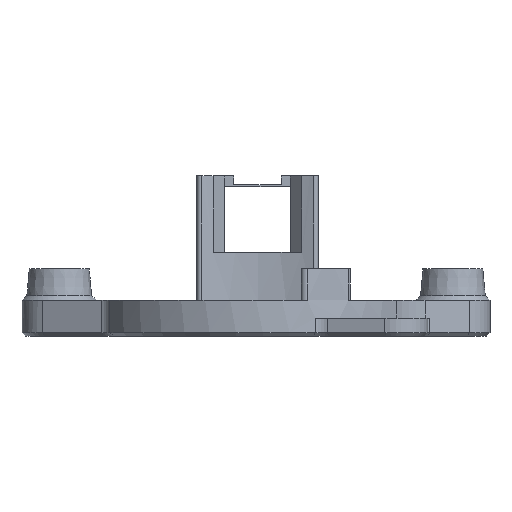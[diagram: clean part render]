
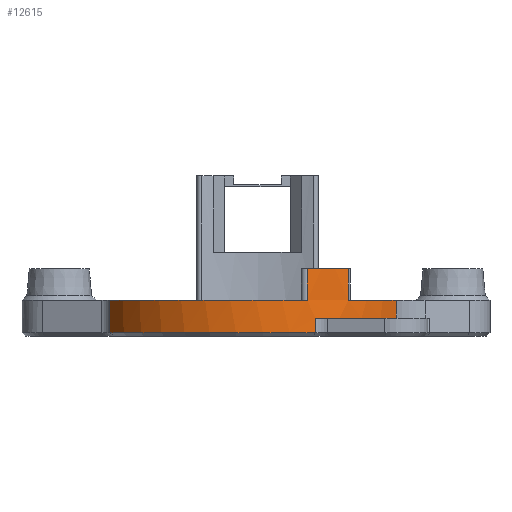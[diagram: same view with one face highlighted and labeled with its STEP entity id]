
A CAD part, front view. The second image highlights one B-rep face of the part: STEP entity #12615.
In plain terms, the highlighted cylindrical face has radius 18.1 mm (diameter 36.2 mm), a partial arc.
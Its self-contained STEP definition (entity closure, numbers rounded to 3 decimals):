
#1464=FACE_OUTER_BOUND('',#2181,.T.);
#2181=EDGE_LOOP('',(#11464,#11465,#11466,#11467,#11468,#11469,#11470,#11471,
#11472,#11473));
#2765=CIRCLE('',#13448,18.1);
#2769=CIRCLE('',#13452,18.1);
#2811=CIRCLE('',#13573,18.1);
#2825=CIRCLE('',#13609,18.1);
#2826=CIRCLE('',#13610,18.1);
#3863=LINE('',#33086,#4679);
#3864=LINE('',#33089,#4680);
#3865=LINE('',#33092,#4681);
#3866=LINE('',#33094,#4682);
#3867=LINE('',#33097,#4683);
#4679=VECTOR('',#16243,10.);
#4680=VECTOR('',#16246,10.);
#4681=VECTOR('',#16249,10.);
#4682=VECTOR('',#16250,10.);
#4683=VECTOR('',#16253,10.);
#5772=VERTEX_POINT('',#32461);
#5773=VERTEX_POINT('',#32463);
#5778=VERTEX_POINT('',#32473);
#5779=VERTEX_POINT('',#32475);
#5972=VERTEX_POINT('',#32998);
#5973=VERTEX_POINT('',#33002);
#5993=VERTEX_POINT('',#33088);
#5994=VERTEX_POINT('',#33090);
#5995=VERTEX_POINT('',#33093);
#5996=VERTEX_POINT('',#33095);
#7543=EDGE_CURVE('',#5772,#5773,#2765,.T.);
#7549=EDGE_CURVE('',#5778,#5779,#2769,.T.);
#7816=EDGE_CURVE('',#5973,#5972,#2811,.T.);
#7858=EDGE_CURVE('',#5972,#5772,#3863,.T.);
#7859=EDGE_CURVE('',#5993,#5973,#3864,.T.);
#7860=EDGE_CURVE('',#5994,#5993,#2825,.T.);
#7861=EDGE_CURVE('',#5779,#5994,#3865,.T.);
#7862=EDGE_CURVE('',#5995,#5778,#3866,.T.);
#7863=EDGE_CURVE('',#5996,#5995,#2826,.T.);
#7864=EDGE_CURVE('',#5773,#5996,#3867,.T.);
#11464=ORIENTED_EDGE('',*,*,#7816,.F.);
#11465=ORIENTED_EDGE('',*,*,#7859,.F.);
#11466=ORIENTED_EDGE('',*,*,#7860,.F.);
#11467=ORIENTED_EDGE('',*,*,#7861,.F.);
#11468=ORIENTED_EDGE('',*,*,#7549,.F.);
#11469=ORIENTED_EDGE('',*,*,#7862,.F.);
#11470=ORIENTED_EDGE('',*,*,#7863,.F.);
#11471=ORIENTED_EDGE('',*,*,#7864,.F.);
#11472=ORIENTED_EDGE('',*,*,#7543,.F.);
#11473=ORIENTED_EDGE('',*,*,#7858,.F.);
#11979=CYLINDRICAL_SURFACE('',#13608,18.1);
#12615=ADVANCED_FACE('',(#1464),#11979,.T.);
#13448=AXIS2_PLACEMENT_3D('',#32464,#15680,#15681);
#13452=AXIS2_PLACEMENT_3D('',#32476,#15690,#15691);
#13573=AXIS2_PLACEMENT_3D('',#33004,#16145,#16146);
#13608=AXIS2_PLACEMENT_3D('',#33087,#16244,#16245);
#13609=AXIS2_PLACEMENT_3D('',#33091,#16247,#16248);
#13610=AXIS2_PLACEMENT_3D('',#33096,#16251,#16252);
#15680=DIRECTION('center_axis',(0.,0.,
1.));
#15681=DIRECTION('ref_axis',(1.,0.,0.));
#15690=DIRECTION('center_axis',(0.,0.,
1.));
#15691=DIRECTION('ref_axis',(1.,0.,0.));
#16145=DIRECTION('center_axis',(0.,0.,
-1.));
#16146=DIRECTION('ref_axis',(-0.931,-0.365,0.));
#16243=DIRECTION('',(0.,0.,1.));
#16244=DIRECTION('center_axis',(0.,0.,1.));
#16245=DIRECTION('ref_axis',(-0.931,-0.365,0.));
#16246=DIRECTION('',(0.,0.,-1.));
#16247=DIRECTION('center_axis',(0.,0.,
-1.));
#16248=DIRECTION('ref_axis',(1.,0.,0.));
#16249=DIRECTION('',(0.,0.,-1.));
#16250=DIRECTION('',(0.,0.,-1.));
#16251=DIRECTION('center_axis',(0.,0.,
1.));
#16252=DIRECTION('ref_axis',(-0.931,-0.365,0.));
#16253=DIRECTION('',(0.,0.,1.));
#32461=CARTESIAN_POINT('',(-16.28,-7.91,4.));
#32463=CARTESIAN_POINT('',(5.694,-17.181,4.));
#32464=CARTESIAN_POINT('Origin',(0.,0.,
4.));
#32473=CARTESIAN_POINT('',(10.259,-14.912,4.));
#32475=CARTESIAN_POINT('',(15.597,-9.184,4.));
#32476=CARTESIAN_POINT('Origin',(0.,0.,
4.));
#32998=CARTESIAN_POINT('',(-16.28,-7.91,0.4));
#33002=CARTESIAN_POINT('',(6.594,-16.856,0.4));
#33004=CARTESIAN_POINT('Origin',(0.,0.,
0.4));
#33086=CARTESIAN_POINT('',(-16.28,-7.91,0.));
#33087=CARTESIAN_POINT('Origin',(0.,0.,
0.));
#33088=CARTESIAN_POINT('',(6.594,-16.856,2.));
#33089=CARTESIAN_POINT('',(6.594,-16.856,0.));
#33090=CARTESIAN_POINT('',(15.597,-9.184,2.));
#33091=CARTESIAN_POINT('Origin',(0.,0.,
2.));
#33092=CARTESIAN_POINT('',(15.597,-9.184,0.));
#33093=CARTESIAN_POINT('',(10.259,-14.912,7.5));
#33094=CARTESIAN_POINT('',(10.259,-14.912,0.));
#33095=CARTESIAN_POINT('',(5.694,-17.181,7.5));
#33096=CARTESIAN_POINT('Origin',(0.,0.,
7.5));
#33097=CARTESIAN_POINT('',(5.694,-17.181,0.));
